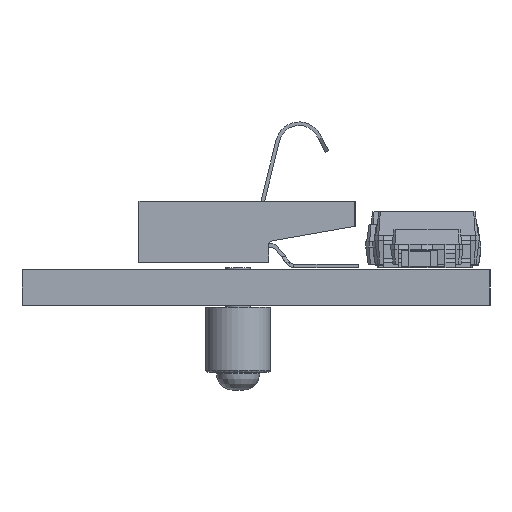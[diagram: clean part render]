
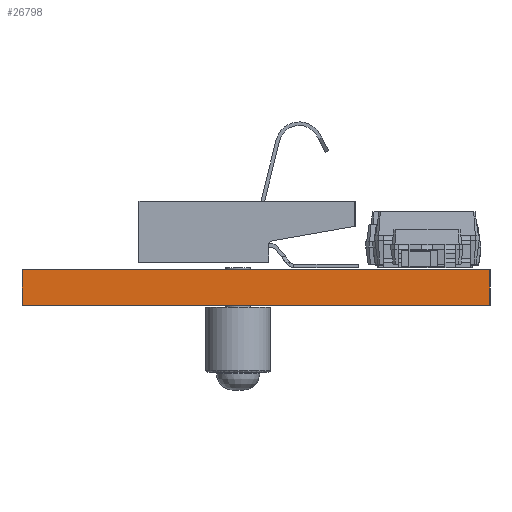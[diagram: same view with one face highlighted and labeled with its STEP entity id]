
A CAD part, left-side view. The second image highlights one B-rep face of the part: STEP entity #26798.
In plain terms, the highlighted planar face has unit normal (-1, 0, 0).
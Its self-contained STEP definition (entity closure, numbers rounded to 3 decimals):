
#24424 = EDGE_CURVE('',#24425,#24427,#24429,.T.);
#24425 = VERTEX_POINT('',#24426);
#24426 = CARTESIAN_POINT('',(57.,-100.,0.));
#24427 = VERTEX_POINT('',#24428);
#24428 = CARTESIAN_POINT('',(57.,-100.,1.));
#24429 = LINE('',#24430,#24431);
#24430 = CARTESIAN_POINT('',(57.,-100.,0.));
#24431 = VECTOR('',#24432,1.);
#24432 = DIRECTION('',(0.,0.,1.));
#24488 = EDGE_CURVE('',#24489,#24425,#24491,.T.);
#24489 = VERTEX_POINT('',#24490);
#24490 = CARTESIAN_POINT('',(57.,-113.,0.));
#24491 = LINE('',#24492,#24493);
#24492 = CARTESIAN_POINT('',(57.,-113.,0.));
#24493 = VECTOR('',#24494,1.);
#24494 = DIRECTION('',(0.,1.,0.));
#25646 = EDGE_CURVE('',#25647,#24427,#25649,.T.);
#25647 = VERTEX_POINT('',#25648);
#25648 = CARTESIAN_POINT('',(57.,-113.,1.));
#25649 = LINE('',#25650,#25651);
#25650 = CARTESIAN_POINT('',(57.,-113.,1.));
#25651 = VECTOR('',#25652,1.);
#25652 = DIRECTION('',(0.,1.,0.));
#26798 = ADVANCED_FACE('',(#26799),#26810,.T.);
#26799 = FACE_BOUND('',#26800,.T.);
#26800 = EDGE_LOOP('',(#26801,#26807,#26808,#26809));
#26801 = ORIENTED_EDGE('',*,*,#26802,.T.);
#26802 = EDGE_CURVE('',#24489,#25647,#26803,.T.);
#26803 = LINE('',#26804,#26805);
#26804 = CARTESIAN_POINT('',(57.,-113.,0.));
#26805 = VECTOR('',#26806,1.);
#26806 = DIRECTION('',(0.,0.,1.));
#26807 = ORIENTED_EDGE('',*,*,#25646,.T.);
#26808 = ORIENTED_EDGE('',*,*,#24424,.F.);
#26809 = ORIENTED_EDGE('',*,*,#24488,.F.);
#26810 = PLANE('',#26811);
#26811 = AXIS2_PLACEMENT_3D('',#26812,#26813,#26814);
#26812 = CARTESIAN_POINT('',(57.,-113.,0.));
#26813 = DIRECTION('',(-1.,0.,0.));
#26814 = DIRECTION('',(0.,1.,0.));
